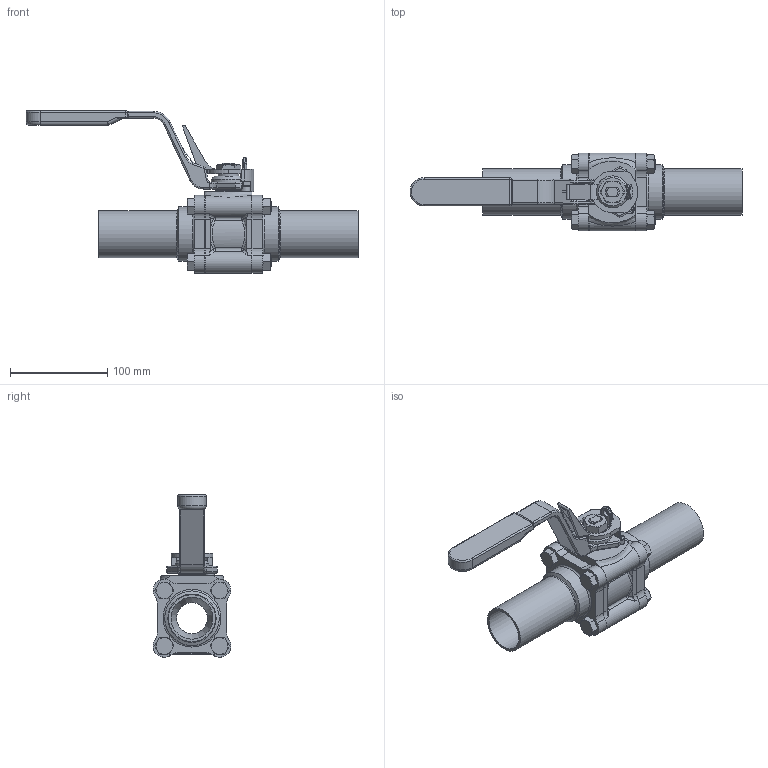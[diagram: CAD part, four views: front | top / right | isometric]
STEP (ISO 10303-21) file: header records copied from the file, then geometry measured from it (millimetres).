
FILE_DESCRIPTION(/* description */ (''),/* implementation_level */ '2;1');
FILE_NAME(/* name */ 'GA-A44-15-XBJ-LW.stp',/* time_stamp */ '2020-07-24T18:12:51+06:00',/* author */ ('10157457'),/* organization */ (''),/* preprocessor_version */ 'ST-DEVELOPER v16.1',/* originating_system */ 'Autodesk Inventor 2016',/* authorisation */ '');
FILE_SCHEMA (('AUTOMOTIVE_DESIGN { 1 0 10303 214 3 1 1 }'));
Length unit declared in the file: inch
Products named in the file (1): GA-A44-15-XBJ-LW
Bounding box: 341.98 x 80.15 x 167.08 mm (x, y, z)
Volume: 567706.3 mm3; surface area: 138048.4 mm2
Topology: 1 solids, 2 shells, 792 faces, 1962 edges, 1175 vertices
Faces by surface type: plane 298, cylinder 232, cone 113, torus 89, bspline 44, sphere 16
Full cylindrical faces by diameter (mm): 0.8 x2, 4.045 x2, 6 x3, 7 x1, 10 x13, 21.1 x2, 27 x1, 30 x1, 31.815 x1, 43.225 x2, 48.325 x2, 56.075 x2, 66.75 x2
Entity records: 25303 total; most frequent: CARTESIAN_POINT 6457, DIRECTION 3792, ORIENTED_EDGE 3776, EDGE_CURVE 1887, AXIS2_PLACEMENT_3D 1512, VERTEX_POINT 1164, EDGE_LOOP 902, FACE_OUTER_BOUND 792
